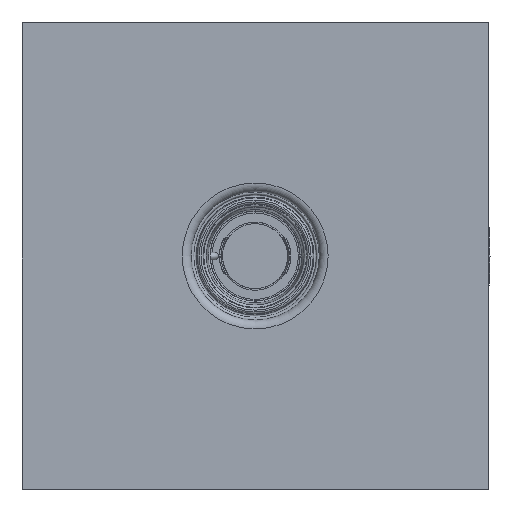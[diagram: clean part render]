
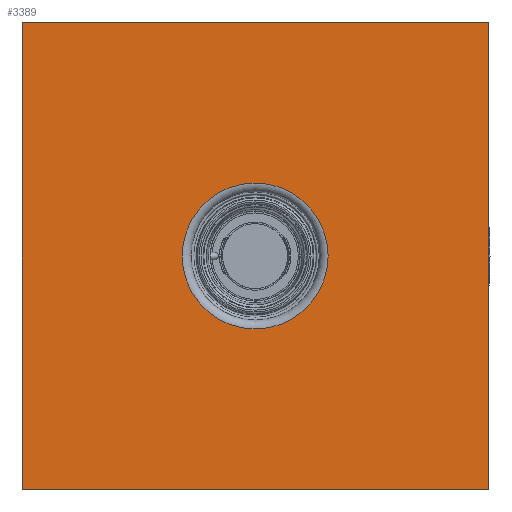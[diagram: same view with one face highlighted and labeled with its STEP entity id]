
A CAD part, top view. The second image highlights one B-rep face of the part: STEP entity #3389.
In plain terms, the highlighted planar face has unit normal (0, 0, 1).
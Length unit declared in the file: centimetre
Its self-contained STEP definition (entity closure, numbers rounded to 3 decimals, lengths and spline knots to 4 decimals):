
#260=LINE('',#5368,#414);
#262=LINE('',#5374,#416);
#265=LINE('',#5379,#419);
#268=LINE('',#5383,#422);
#414=VECTOR('',#4245,1.);
#416=VECTOR('',#4249,1.);
#419=VECTOR('',#4254,1.);
#422=VECTOR('',#4259,1.);
#618=FACE_BOUND('',#910,.T.);
#684=FACE_OUTER_BOUND('',#909,.T.);
#909=EDGE_LOOP('',(#2412,#2413,#2414,#2415));
#910=EDGE_LOOP('',(#2416));
#1159=CIRCLE('',#3682,78.2516);
#1394=VERTEX_POINT('',#5362);
#1396=VERTEX_POINT('',#5366);
#1397=VERTEX_POINT('',#5370);
#1399=VERTEX_POINT('',#5373);
#1418=VERTEX_POINT('',#5441);
#1754=EDGE_CURVE('',#1394,#1396,#260,.T.);
#1756=EDGE_CURVE('',#1399,#1397,#262,.T.);
#1759=EDGE_CURVE('',#1396,#1399,#265,.T.);
#1762=EDGE_CURVE('',#1394,#1397,#268,.T.);
#1790=EDGE_CURVE('',#1418,#1418,#1159,.T.);
#2412=ORIENTED_EDGE('',*,*,#1762,.F.);
#2413=ORIENTED_EDGE('',*,*,#1754,.T.);
#2414=ORIENTED_EDGE('',*,*,#1759,.T.);
#2415=ORIENTED_EDGE('',*,*,#1756,.T.);
#2416=ORIENTED_EDGE('',*,*,#1790,.T.);
#3279=PLANE('',#3685);
#3389=ADVANCED_FACE('',(#684,#618),#3279,.T.);
#3682=AXIS2_PLACEMENT_3D('',#5442,#4333,#4334);
#3685=AXIS2_PLACEMENT_3D('',#5445,#4339,#4340);
#4245=DIRECTION('',(1.,0.,0.));
#4249=DIRECTION('',(-1.,0.,0.));
#4254=DIRECTION('',(0.,1.,0.));
#4259=DIRECTION('',(0.,1.,0.));
#4333=DIRECTION('center_axis',(0.,0.,-1.));
#4334=DIRECTION('ref_axis',(1.,0.,0.));
#4339=DIRECTION('center_axis',(0.,0.,1.));
#4340=DIRECTION('ref_axis',(0.,1.,0.));
#5362=CARTESIAN_POINT('',(-250.,-250.,251.5));
#5366=CARTESIAN_POINT('',(250.,-250.,251.5));
#5368=CARTESIAN_POINT('',(0.,-250.,251.5));
#5370=CARTESIAN_POINT('',(-250.,250.,251.5));
#5373=CARTESIAN_POINT('',(250.,250.,251.5));
#5374=CARTESIAN_POINT('',(0.,250.,251.5));
#5379=CARTESIAN_POINT('',(250.,0.,251.5));
#5383=CARTESIAN_POINT('',(-250.,0.,251.5));
#5441=CARTESIAN_POINT('',(0.,-78.2516,251.5));
#5442=CARTESIAN_POINT('Origin',(0.,0.,251.5));
#5445=CARTESIAN_POINT('Origin',(0.,0.,251.5));
